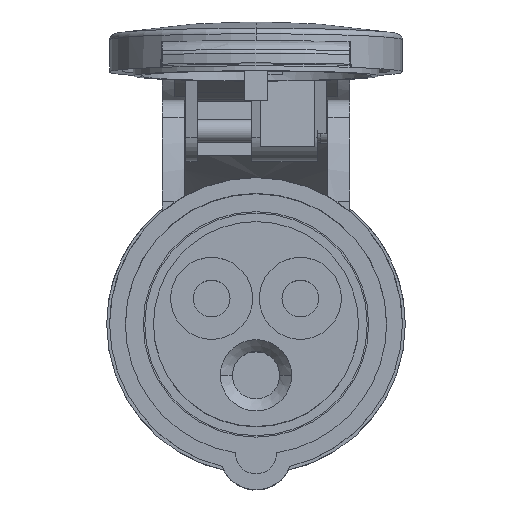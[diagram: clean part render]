
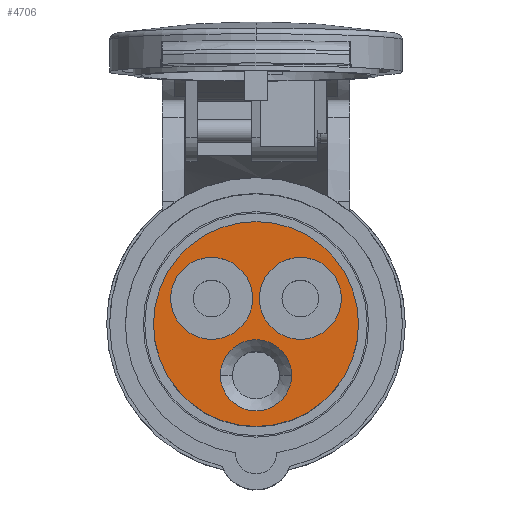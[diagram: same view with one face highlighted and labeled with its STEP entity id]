
A CAD part, top view. The second image highlights one B-rep face of the part: STEP entity #4706.
In plain terms, the highlighted face is planar.
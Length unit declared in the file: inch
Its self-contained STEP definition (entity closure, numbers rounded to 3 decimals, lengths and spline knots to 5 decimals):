
#4119=CARTESIAN_POINT('',(1.22037,1.11417,-5.27212));
#4120=DIRECTION('',(0.,0.,1.));
#4121=DIRECTION('',(1.,0.,0.));
#4122=AXIS2_PLACEMENT_3D('',#4119,#4120,#4121);
#4124=CARTESIAN_POINT('',(1.22037,1.11417,-5.27212));
#4125=DIRECTION('',(0.,0.,1.));
#4126=DIRECTION('',(-1.,0.,0.));
#4127=AXIS2_PLACEMENT_3D('',#4124,#4125,#4126);
#4129=CARTESIAN_POINT('',(0.92203,1.28642,
-5.27212));
#4130=DIRECTION('',(0.,0.,-1.));
#4131=DIRECTION('',(-1.,0.,0.));
#4132=AXIS2_PLACEMENT_3D('',#4129,#4130,#4131);
#4134=CARTESIAN_POINT('',(0.92203,1.28642,
-5.27212));
#4135=DIRECTION('',(0.,0.,-1.));
#4136=DIRECTION('',(1.,0.,0.));
#4137=AXIS2_PLACEMENT_3D('',#4134,#4135,#4136);
#4139=CARTESIAN_POINT('',(1.5187,1.28642,-5.27212));
#4140=DIRECTION('',(0.,0.,-1.));
#4141=DIRECTION('',(-1.,0.,0.));
#4142=AXIS2_PLACEMENT_3D('',#4139,#4140,#4141);
#4144=CARTESIAN_POINT('',(1.5187,1.28642,-5.27212));
#4145=DIRECTION('',(0.,0.,-1.));
#4146=DIRECTION('',(1.,0.,0.));
#4147=AXIS2_PLACEMENT_3D('',#4144,#4145,#4146);
#4149=CARTESIAN_POINT('',(1.22037,0.76969,
-5.27212));
#4150=DIRECTION('',(0.,0.,-1.));
#4151=DIRECTION('',(1.,0.,0.));
#4152=AXIS2_PLACEMENT_3D('',#4149,#4150,#4151);
#4154=CARTESIAN_POINT('',(1.22037,0.76969,
-5.27212));
#4155=DIRECTION('',(0.,0.,-1.));
#4156=DIRECTION('',(0.,-1.,0.));
#4157=AXIS2_PLACEMENT_3D('',#4154,#4155,#4156);
#4159=CARTESIAN_POINT('',(1.22037,0.76969,
-5.27212));
#4160=DIRECTION('',(0.,0.,-1.));
#4161=DIRECTION('',(-1.,0.,0.));
#4162=AXIS2_PLACEMENT_3D('',#4159,#4160,#4161);
#4164=CARTESIAN_POINT('',(1.22037,0.76969,
-5.27212));
#4165=DIRECTION('',(0.,0.,-1.));
#4166=DIRECTION('',(0.,1.,0.));
#4167=AXIS2_PLACEMENT_3D('',#4164,#4165,#4166);
#4549=CARTESIAN_POINT('',(1.90934,1.11417,-5.27212));
#4550=CARTESIAN_POINT('',(0.53139,1.11417,
-5.27212));
#4551=VERTEX_POINT('',#4549);
#4552=VERTEX_POINT('',#4550);
#4553=CARTESIAN_POINT('',(0.64644,1.28642,
-5.27212));
#4554=CARTESIAN_POINT('',(1.19762,1.28642,-5.27212));
#4555=VERTEX_POINT('',#4553);
#4556=VERTEX_POINT('',#4554);
#4557=CARTESIAN_POINT('',(1.24311,1.28642,-5.27212));
#4558=CARTESIAN_POINT('',(1.79429,1.28642,-5.27212));
#4559=VERTEX_POINT('',#4557);
#4560=VERTEX_POINT('',#4558);
#4561=CARTESIAN_POINT('',(1.22037,0.53024,
-5.27212));
#4562=CARTESIAN_POINT('',(0.98092,0.76969,
-5.27212));
#4563=VERTEX_POINT('',#4561);
#4564=VERTEX_POINT('',#4562);
#4565=CARTESIAN_POINT('',(1.45982,0.76969,
-5.27212));
#4566=VERTEX_POINT('',#4565);
#4567=CARTESIAN_POINT('',(1.22037,1.00913,-5.27212));
#4568=VERTEX_POINT('',#4567);
#4673=CARTESIAN_POINT('',(0.,0.,-5.27212));
#4674=DIRECTION('',(0.,0.,-1.));
#4675=DIRECTION('',(-1.,0.,0.));
#4676=AXIS2_PLACEMENT_3D('',#4673,#4674,#4675);
#4677=PLANE('',#4676);
#4679=ORIENTED_EDGE('',*,*,#4678,.T.);
#4681=ORIENTED_EDGE('',*,*,#4680,.T.);
#4682=EDGE_LOOP('',(#4679,#4681));
#4683=FACE_OUTER_BOUND('',#4682,.F.);
#4685=ORIENTED_EDGE('',*,*,#4684,.T.);
#4687=ORIENTED_EDGE('',*,*,#4686,.T.);
#4688=EDGE_LOOP('',(#4685,#4687));
#4689=FACE_BOUND('',#4688,.F.);
#4691=ORIENTED_EDGE('',*,*,#4690,.T.);
#4693=ORIENTED_EDGE('',*,*,#4692,.T.);
#4694=EDGE_LOOP('',(#4691,#4693));
#4695=FACE_BOUND('',#4694,.F.);
#4697=ORIENTED_EDGE('',*,*,#4696,.T.);
#4699=ORIENTED_EDGE('',*,*,#4698,.T.);
#4701=ORIENTED_EDGE('',*,*,#4700,.T.);
#4703=ORIENTED_EDGE('',*,*,#4702,.T.);
#4704=EDGE_LOOP('',(#4697,#4699,#4701,#4703));
#4705=FACE_BOUND('',#4704,.F.);
#4706=ADVANCED_FACE('',(#4683,#4689,#4695,#4705),#4677,.T.);
#4123=CIRCLE('',#4122,0.68898);
#4128=CIRCLE('',#4127,0.68898);
#4133=CIRCLE('',#4132,0.27559);
#4138=CIRCLE('',#4137,0.27559);
#4143=CIRCLE('',#4142,0.27559);
#4148=CIRCLE('',#4147,0.27559);
#4153=CIRCLE('',#4152,0.23945);
#4158=CIRCLE('',#4157,0.23945);
#4163=CIRCLE('',#4162,0.23945);
#4168=CIRCLE('',#4167,0.23945);
#4678=EDGE_CURVE('',#4551,#4552,#4123,.T.);
#4680=EDGE_CURVE('',#4552,#4551,#4128,.T.);
#4684=EDGE_CURVE('',#4555,#4556,#4133,.T.);
#4686=EDGE_CURVE('',#4556,#4555,#4138,.T.);
#4690=EDGE_CURVE('',#4559,#4560,#4143,.T.);
#4692=EDGE_CURVE('',#4560,#4559,#4148,.T.);
#4696=EDGE_CURVE('',#4566,#4563,#4153,.T.);
#4698=EDGE_CURVE('',#4563,#4564,#4158,.T.);
#4700=EDGE_CURVE('',#4564,#4568,#4163,.T.);
#4702=EDGE_CURVE('',#4568,#4566,#4168,.T.);
